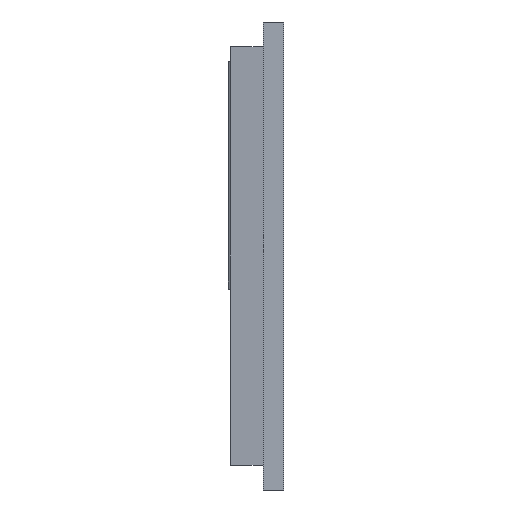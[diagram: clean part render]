
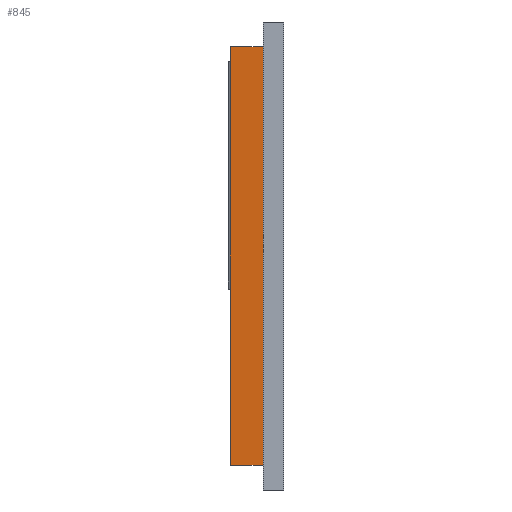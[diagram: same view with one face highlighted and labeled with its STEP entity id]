
A CAD part, left-side view. The second image highlights one B-rep face of the part: STEP entity #845.
In plain terms, the highlighted planar face has unit normal (-0.996, 0.087, 0).
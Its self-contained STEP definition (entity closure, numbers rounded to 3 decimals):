
#802=AXIS2_PLACEMENT_3D('Plane Axis2P3D',#799,#800,#801) ;
#724=CARTESIAN_POINT('Line Origine',(591.717,-139.566,787.413)) ;
#728=CARTESIAN_POINT('Vertex',(591.717,-139.566,736.954)) ;
#730=CARTESIAN_POINT('Vertex',(591.717,-139.566,837.871)) ;
#799=CARTESIAN_POINT('Axis2P3D Location',(591.717,-139.566,837.871)) ;
#804=CARTESIAN_POINT('Line Origine',(590.808,-149.957,837.871)) ;
#808=CARTESIAN_POINT('Vertex',(591.022,-147.515,837.871)) ;
#810=CARTESIAN_POINT('Vertex',(590.594,-152.4,837.871)) ;
#813=CARTESIAN_POINT('Line Origine',(591.369,-143.54,837.871)) ;
#818=CARTESIAN_POINT('Line Origine',(591.369,-143.54,736.954)) ;
#822=CARTESIAN_POINT('Vertex',(591.022,-147.515,736.954)) ;
#825=CARTESIAN_POINT('Line Origine',(590.808,-149.957,736.954)) ;
#829=CARTESIAN_POINT('Vertex',(590.594,-152.4,736.954)) ;
#832=CARTESIAN_POINT('Line Origine',(590.594,-152.4,787.413)) ;
#725=DIRECTION('Vector Direction',(0.,0.,-1.)) ;
#800=DIRECTION('Axis2P3D Direction',(-0.996,0.087,0.)) ;
#801=DIRECTION('Axis2P3D XDirection',(0.,0.,-1.)) ;
#805=DIRECTION('Vector Direction',(-0.087,-0.996,0.)) ;
#814=DIRECTION('Vector Direction',(-0.087,-0.996,0.)) ;
#819=DIRECTION('Vector Direction',(-0.087,-0.996,0.)) ;
#826=DIRECTION('Vector Direction',(-0.087,-0.996,0.)) ;
#833=DIRECTION('Vector Direction',(0.,0.,-1.)) ;
#726=VECTOR('Line Direction',#725,1.) ;
#806=VECTOR('Line Direction',#805,1.) ;
#815=VECTOR('Line Direction',#814,1.) ;
#820=VECTOR('Line Direction',#819,1.) ;
#827=VECTOR('Line Direction',#826,1.) ;
#834=VECTOR('Line Direction',#833,1.) ;
#838=ORIENTED_EDGE('',*,*,#812,.F.) ;
#839=ORIENTED_EDGE('',*,*,#817,.F.) ;
#840=ORIENTED_EDGE('',*,*,#732,.F.) ;
#841=ORIENTED_EDGE('',*,*,#824,.T.) ;
#842=ORIENTED_EDGE('',*,*,#831,.T.) ;
#843=ORIENTED_EDGE('',*,*,#836,.F.) ;
#845=ADVANCED_FACE('PartBody',(#844),#803,.T.) ;
#732=EDGE_CURVE('',#729,#731,#727,.F.) ;
#812=EDGE_CURVE('',#809,#811,#807,.T.) ;
#817=EDGE_CURVE('',#731,#809,#816,.T.) ;
#824=EDGE_CURVE('',#729,#823,#821,.T.) ;
#831=EDGE_CURVE('',#823,#830,#828,.T.) ;
#836=EDGE_CURVE('',#811,#830,#835,.T.) ;
#837=EDGE_LOOP('',(#838,#839,#840,#841,#842,#843)) ;
#844=FACE_OUTER_BOUND('',#837,.T.) ;
#727=LINE('Line',#724,#726) ;
#807=LINE('Line',#804,#806) ;
#816=LINE('Line',#813,#815) ;
#821=LINE('Line',#818,#820) ;
#828=LINE('Line',#825,#827) ;
#835=LINE('Line',#832,#834) ;
#803=PLANE('',#802) ;
#729=VERTEX_POINT('',#728) ;
#731=VERTEX_POINT('',#730) ;
#809=VERTEX_POINT('',#808) ;
#811=VERTEX_POINT('',#810) ;
#823=VERTEX_POINT('',#822) ;
#830=VERTEX_POINT('',#829) ;
